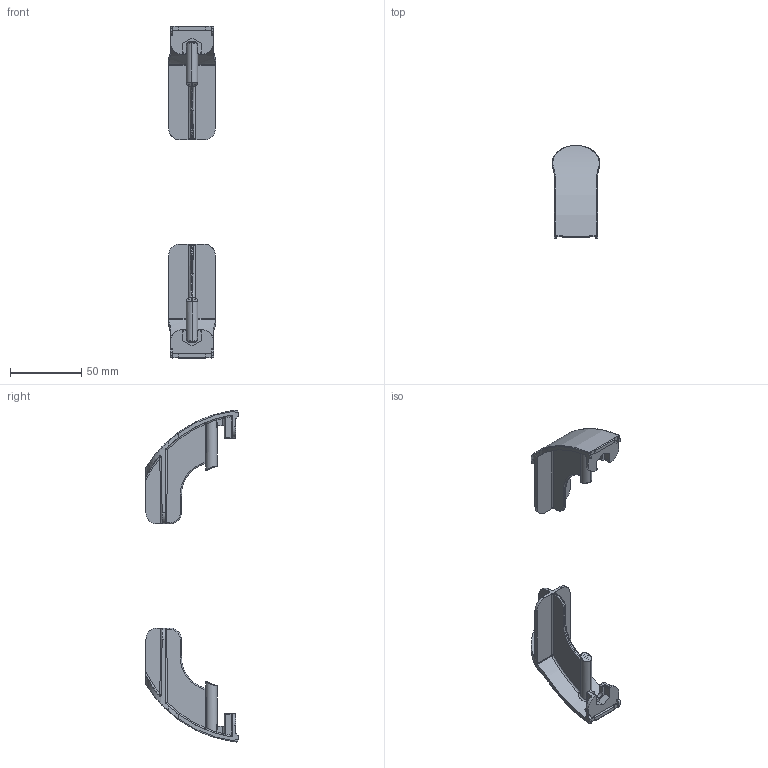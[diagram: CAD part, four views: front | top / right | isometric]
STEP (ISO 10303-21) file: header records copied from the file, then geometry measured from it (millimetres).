
FILE_DESCRIPTION (( 'STEP AP214' ), '1' );
FILE_NAME ('new products092305.step', '2017-09-26T11:48:13', ( '' ), ( '' ), 'SwSTEP 2.0', 'SolidWorks 2017', '' );
FILE_SCHEMA (( 'AUTOMOTIVE_DESIGN' ));
Length unit declared in the file: millimetre
Products named in the file (2): 092305-1_092305-1; new products092305
Assembly tree (2 placements, depth 2):
  new products092305
    092305-1_092305-1  x2
Bounding box: 33.59 x 65.15 x 232.94 mm (x, y, z)
Volume: 38203.3 mm3; surface area: 26929.4 mm2
Topology: 2 solids, 2 shells, 338 faces, 898 edges, 540 vertices
Faces by surface type: bspline 120, cylinder 106, plane 92, torus 8, sphere 8, cone 4
Entity records: 7627 total; most frequent: CARTESIAN_POINT 4032, ORIENTED_EDGE 866, DIRECTION 594, EDGE_CURVE 433, VERTEX_POINT 266, AXIS2_PLACEMENT_3D 216, ADVANCED_FACE 169, FACE_OUTER_BOUND 169
